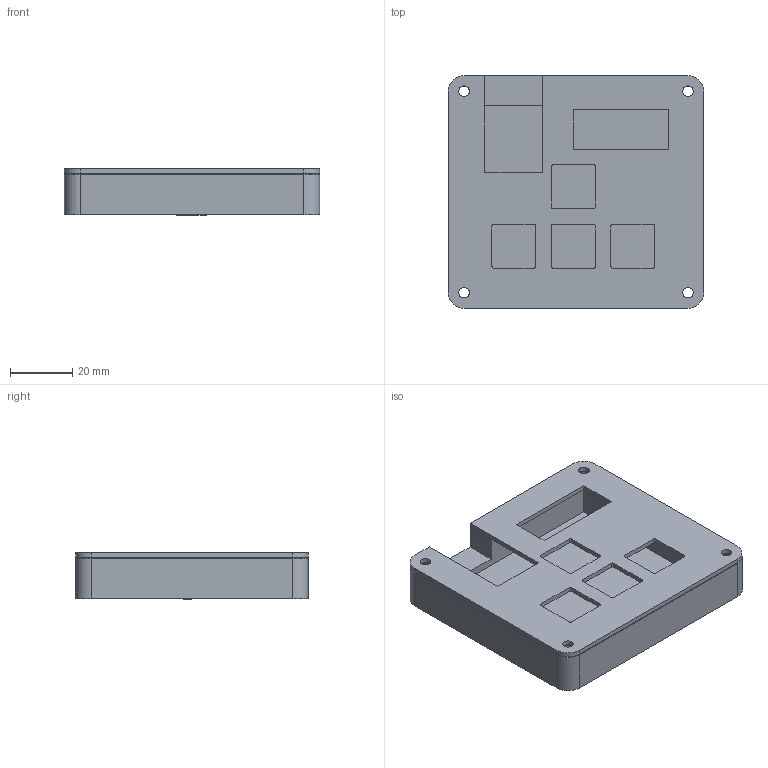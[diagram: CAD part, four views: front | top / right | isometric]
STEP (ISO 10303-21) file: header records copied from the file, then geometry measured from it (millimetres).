
FILE_DESCRIPTION(/* description */ (''),/* implementation_level */ '2;1');
FILE_NAME(/* name */ 'mistpad.step',/* time_stamp */ '2026-01-05T17:46:45+08:00',/* author */ (''),/* organization */ (''),/* preprocessor_version */ 'ST-DEVELOPER v20.1',/* originating_system */ 'Autodesk Translation Framework v14.21.0.0',/* authorisation */ '');
FILE_SCHEMA (('AUTOMOTIVE_DESIGN { 1 0 10303 214 3 1 1 }'));
Length unit declared in the file: millimetre
Products named in the file (3): Mistpad; Mistpad_1; Mistpad Cover
Assembly tree (2 placements, depth 2):
  Mistpad
    Mistpad_1
    Mistpad Cover
Bounding box: 81.7 x 74.51 x 14.97 mm (x, y, z)
Volume: 48458.6 mm3; surface area: 28560.2 mm2
Topology: 2 solids, 2 shells, 253 faces, 702 edges, 468 vertices
Faces by surface type: bspline 109, plane 108, cylinder 36
Full cylindrical faces by diameter (mm): 3.4 x8, 6 x4
Entity records: 9215 total; most frequent: CARTESIAN_POINT 3281, ORIENTED_EDGE 1404, DIRECTION 854, EDGE_CURVE 702, VERTEX_POINT 468, LINE 412, VECTOR 412, EDGE_LOOP 294
